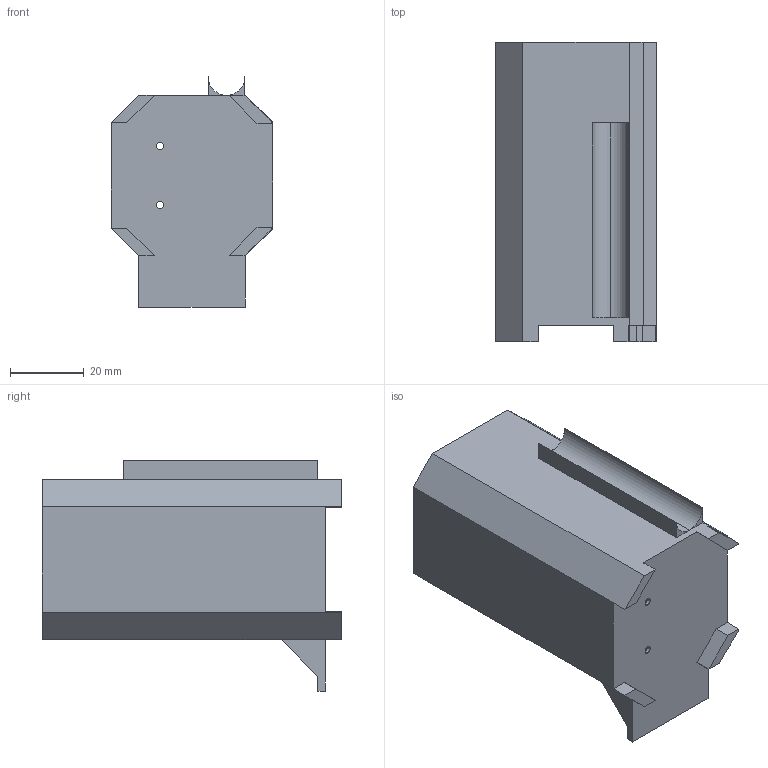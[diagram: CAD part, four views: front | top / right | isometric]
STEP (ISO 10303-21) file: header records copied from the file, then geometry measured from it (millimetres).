
FILE_DESCRIPTION (( 'STEP AP214' ), '1' );
FILE_NAME ('Ðàìà êîìïîíåíòîâ.STEP', '2020-01-29T12:19:38', ( '' ), ( '' ), 'SwSTEP 2.0', 'SolidWorks 2014', '' );
FILE_SCHEMA (( 'AUTOMOTIVE_DESIGN' ));
Length unit declared in the file: millimetre
Products named in the file (1): Ðàìà êîìïîíåíòîâ
Bounding box: 43.97 x 81.5 x 62.61 mm (x, y, z)
Volume: 57123.1 mm3; surface area: 29256.2 mm2
Topology: 3 solids, 3 shells, 75 faces, 190 edges, 125 vertices
Faces by surface type: plane 65, cylinder 10
Entity records: 2284 total; most frequent: CARTESIAN_POINT 391, ORIENTED_EDGE 380, DIRECTION 362, EDGE_CURVE 190, VECTOR 170, LINE 170, VERTEX_POINT 125, AXIS2_PLACEMENT_3D 96
